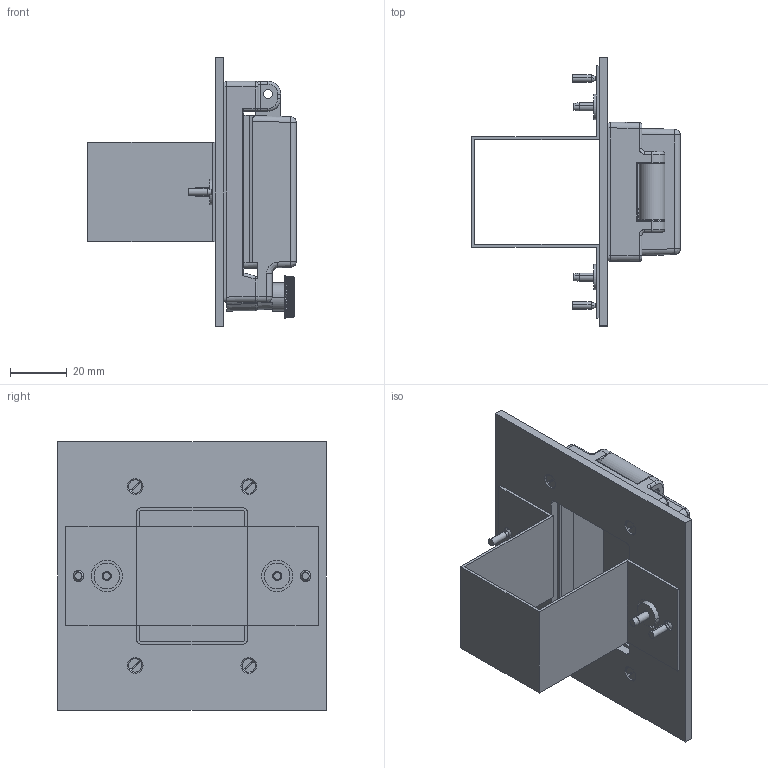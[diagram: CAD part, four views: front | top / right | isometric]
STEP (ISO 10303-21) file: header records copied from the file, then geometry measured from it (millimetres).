
FILE_DESCRIPTION (( 'STEP AP214' ), '1' );
FILE_NAME ('6109789.STEP', '2020-02-11T08:47:01', ( '' ), ( '' ), 'SwSTEP 2.0', 'SolidWorks 2018', '' );
FILE_SCHEMA (( 'AUTOMOTIVE_DESIGN' ));
Length unit declared in the file: millimetre
Products named in the file (7): 34950EW_Standard; 153732_Standard; 35104357_Standard; P_0000008521_1_Standard; 6109789; 35104321_Standard; 150736_Standard
Assembly tree (12 placements, depth 3):
  6109789
    P_0000008521_1_Standard
    153732_Standard
      34950EW_Standard
    150736_Standard
    35104321_Standard  x6
    35104357_Standard  x2
Bounding box: 73.5 x 94.5 x 94.5 mm (x, y, z)
Volume: 57479.1 mm3; surface area: 56856.9 mm2
Topology: 11 solids, 13 shells, 1416 faces, 3800 edges, 2427 vertices
Faces by surface type: plane 855, cylinder 260, cone 167, bspline 76, sphere 31, torus 27
Entity records: 65381 total; most frequent: CARTESIAN_POINT 20373, ORIENTED_EDGE 7166, DIRECTION 5039, EDGE_CURVE 3583, VERTEX_POINT 2304, AXIS2_PLACEMENT_3D 1701, LINE 1637, VECTOR 1637
